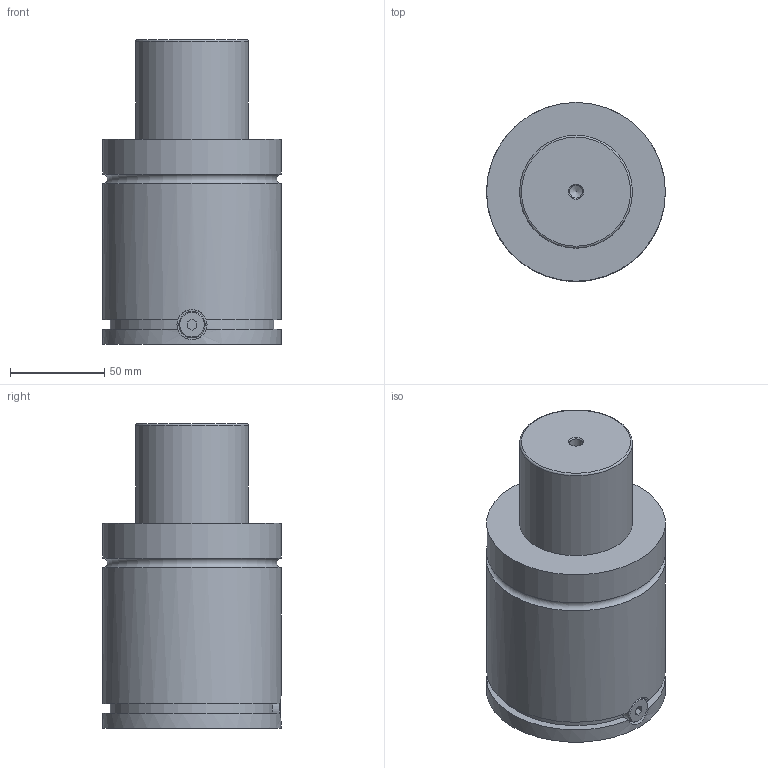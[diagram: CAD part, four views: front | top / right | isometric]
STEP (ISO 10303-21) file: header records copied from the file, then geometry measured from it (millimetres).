
FILE_DESCRIPTION(/* description */ ('STEP AP203'),/* implementation_level */ '2;1');
FILE_NAME(/* name */ 'EG 04200_050.stp',/* time_stamp */ '2019-03-24T20:31:00+03:00',/* author */ ('Doğan'),/* organization */ (''),/* preprocessor_version */ 'ST-DEVELOPER v17.2',/* originating_system */ 'Autodesk Inventor 2019',/* authorisation */ '');
FILE_SCHEMA (('AUTOMOTIVE_DESIGN { 1 0 10303 214 3 1 1 }'));
Length unit declared in the file: millimetre
Products named in the file (1): EG 04200_050
Bounding box: 95 x 95 x 162 mm (x, y, z)
Volume: 910160.3 mm3; surface area: 61909.3 mm2
Topology: 1 solids, 1 shells, 48 faces, 136 edges, 95 vertices
Faces by surface type: plane 22, cylinder 13, cone 11, torus 2
Full cylindrical faces by diameter (mm): 6.8 x5, 14 x2, 16 x1, 60 x1, 95 x3
Entity records: 1659 total; most frequent: CARTESIAN_POINT 321, DIRECTION 287, ORIENTED_EDGE 262, EDGE_CURVE 131, AXIS2_PLACEMENT_3D 112, VERTEX_POINT 95, LINE 63, VECTOR 63
